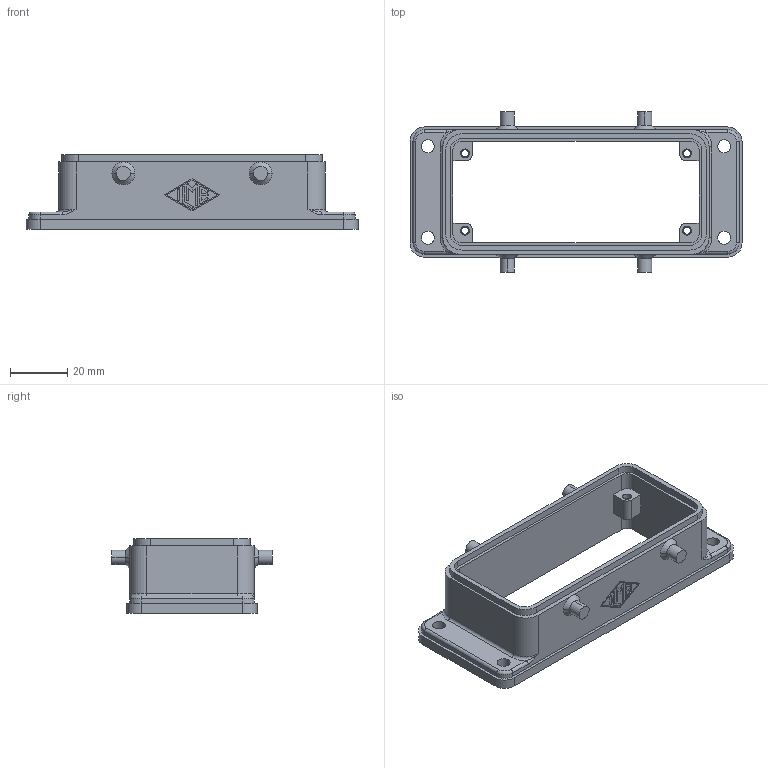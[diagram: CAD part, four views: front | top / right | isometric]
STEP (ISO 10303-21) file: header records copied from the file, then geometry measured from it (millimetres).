
FILE_DESCRIPTION(('Creo Elements/Direct Modeling STEP Export'),'2;1');
FILE_NAME('0lndrp33tmmulel3864','2015-11-13T13:58:43',(''),(''),'PTC Creo Elements/Direct Modeling STEP processor for AP214 (Solid Model)','PTC Creo Elements/Direct Modeling 19.0B 21-Mar-2015 (C) Parametric Technology GmbH','');
FILE_SCHEMA(('AUTOMOTIVE_DESIGN { 1 0 10303 214 1 1 1 1 }'));
Length unit declared in the file: millimetre
Products named in the file (1): CHI_16_CH
Bounding box: 116 x 56 x 26 mm (x, y, z)
Volume: 31812.9 mm3; surface area: 18804.7 mm2
Topology: 1 solids, 1 shells, 208 faces, 543 edges, 350 vertices
Faces by surface type: cylinder 94, plane 94, torus 8, cone 8, bspline 4
Entity records: 6393 total; most frequent: CARTESIAN_POINT 1326, ORIENTED_EDGE 1078, DIRECTION 1029, EDGE_CURVE 539, AXIS2_PLACEMENT_3D 357, VERTEX_POINT 350, VECTOR 315, LINE 315
